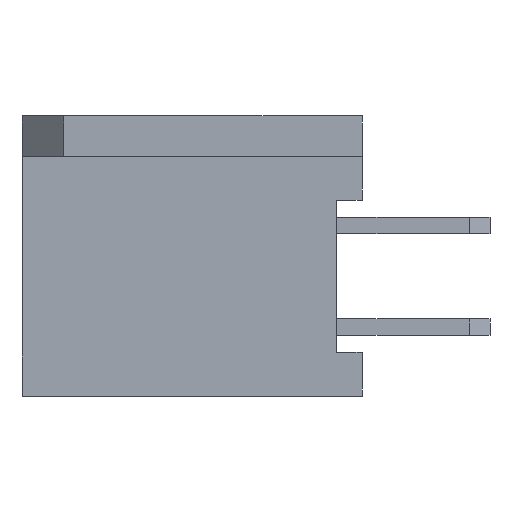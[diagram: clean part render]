
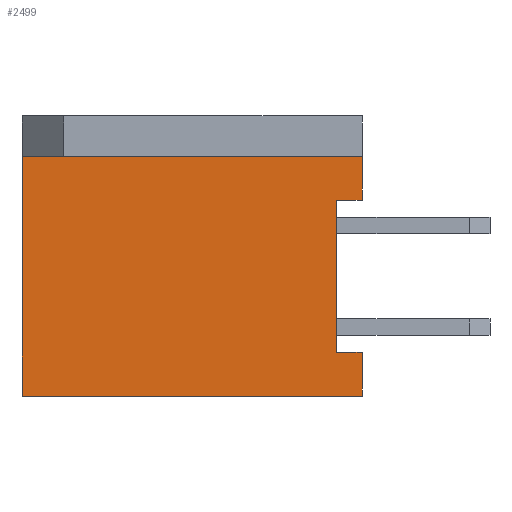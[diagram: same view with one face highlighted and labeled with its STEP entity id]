
A CAD part, left-side view. The second image highlights one B-rep face of the part: STEP entity #2499.
In plain terms, the highlighted planar face has unit normal (-1, 0, 0).
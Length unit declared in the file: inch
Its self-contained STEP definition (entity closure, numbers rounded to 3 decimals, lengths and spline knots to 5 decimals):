
#30 = VERTEX_POINT ( 'NONE', #2625 ) ;
#92 = EDGE_CURVE ( 'NONE', #751, #890, #657, .T. ) ;
#147 = CARTESIAN_POINT ( 'NONE',  ( -0.25, 0., -0.118 ) ) ;
#178 = DIRECTION ( 'NONE',  ( 0., -1., 0. ) ) ;
#325 = VERTEX_POINT ( 'NONE', #2419 ) ;
#438 = ORIENTED_EDGE ( 'NONE', *, *, #883, .T. ) ;
#505 = VECTOR ( 'NONE', #1536, 39.37008 ) ;
#513 = ORIENTED_EDGE ( 'NONE', *, *, #2140, .F. ) ;
#520 = CARTESIAN_POINT ( 'NONE',  ( -0.25, 0.025, -0.075 ) ) ;
#533 = LINE ( 'NONE', #1054, #1033 ) ;
#553 = CARTESIAN_POINT ( 'NONE',  ( -0.25, 0.335, -0.118 ) ) ;
#574 = LINE ( 'NONE', #2015, #2359 ) ;
#595 = CARTESIAN_POINT ( 'NONE',  ( -0.25, 0.025, 0.075 ) ) ;
#645 = CARTESIAN_POINT ( 'NONE',  ( -0.25, 0.025, -0.075 ) ) ;
#657 = LINE ( 'NONE', #891, #2341 ) ;
#673 = ORIENTED_EDGE ( 'NONE', *, *, #1157, .F. ) ;
#751 = VERTEX_POINT ( 'NONE', #645 ) ;
#854 = LINE ( 'NONE', #2725, #2402 ) ;
#883 = EDGE_CURVE ( 'NONE', #30, #751, #2108, .T. ) ;
#890 = VERTEX_POINT ( 'NONE', #595 ) ;
#891 = CARTESIAN_POINT ( 'NONE',  ( -0.25, 0.025, -0.075 ) ) ;
#1033 = VECTOR ( 'NONE', #1984, 39.37008 ) ;
#1054 = CARTESIAN_POINT ( 'NONE',  ( -0.25, 0.335, 0.118 ) ) ;
#1157 = EDGE_CURVE ( 'NONE', #1191, #325, #1876, .T. ) ;
#1191 = VERTEX_POINT ( 'NONE', #1609 ) ;
#1202 = EDGE_LOOP ( 'NONE', ( #2183, #2902, #2509, #673, #513, #2953, #2652, #438 ) ) ;
#1344 = LINE ( 'NONE', #2266, #1433 ) ;
#1355 = DIRECTION ( 'NONE',  ( 0., 0., 1. ) ) ;
#1383 = AXIS2_PLACEMENT_3D ( 'NONE', #1444, #2581, #2822 ) ;
#1400 = EDGE_CURVE ( 'NONE', #2618, #30, #1344, .T. ) ;
#1433 = VECTOR ( 'NONE', #1355, 39.37008 ) ;
#1444 = CARTESIAN_POINT ( 'NONE',  ( -0.25, 0.335, 0.118 ) ) ;
#1505 = DIRECTION ( 'NONE',  ( 0., 0., 1. ) ) ;
#1536 = DIRECTION ( 'NONE',  ( 0., -1., 0. ) ) ;
#1562 = VECTOR ( 'NONE', #3017, 39.37008 ) ;
#1609 = CARTESIAN_POINT ( 'NONE',  ( -0.25, 0.335, 0.118 ) ) ;
#1644 = CARTESIAN_POINT ( 'NONE',  ( -0.25, 0.335, 0.118 ) ) ;
#1744 = VERTEX_POINT ( 'NONE', #553 ) ;
#1876 = LINE ( 'NONE', #1644, #1562 ) ;
#1923 = LINE ( 'NONE', #2382, #505 ) ;
#1984 = DIRECTION ( 'NONE',  ( 0., 0., 1. ) ) ;
#2005 = VECTOR ( 'NONE', #2809, 39.37008 ) ;
#2015 = CARTESIAN_POINT ( 'NONE',  ( -0.25, 0., 0.118 ) ) ;
#2108 = LINE ( 'NONE', #520, #2005 ) ;
#2121 = FACE_OUTER_BOUND ( 'NONE', #1202, .T. ) ;
#2140 = EDGE_CURVE ( 'NONE', #1744, #1191, #533, .T. ) ;
#2183 = ORIENTED_EDGE ( 'NONE', *, *, #92, .T. ) ;
#2266 = CARTESIAN_POINT ( 'NONE',  ( -0.25, 0., 0.118 ) ) ;
#2320 = PLANE ( 'NONE',  #1383 ) ;
#2341 = VECTOR ( 'NONE', #2520, 39.37008 ) ;
#2359 = VECTOR ( 'NONE', #1505, 39.37008 ) ;
#2382 = CARTESIAN_POINT ( 'NONE',  ( -0.25, 0.335, -0.118 ) ) ;
#2402 = VECTOR ( 'NONE', #178, 39.37008 ) ;
#2419 = CARTESIAN_POINT ( 'NONE',  ( -0.25, 0., 0.118 ) ) ;
#2499 = ADVANCED_FACE ( 'NONE', ( #2121 ), #2320, .F. ) ;
#2509 = ORIENTED_EDGE ( 'NONE', *, *, #2927, .T. ) ;
#2518 = CARTESIAN_POINT ( 'NONE',  ( -0.25, 0., 0.075 ) ) ;
#2520 = DIRECTION ( 'NONE',  ( 0., 0., 1. ) ) ;
#2581 = DIRECTION ( 'NONE',  ( 1., 0., 0. ) ) ;
#2616 = EDGE_CURVE ( 'NONE', #1744, #2618, #1923, .T. ) ;
#2618 = VERTEX_POINT ( 'NONE', #147 ) ;
#2625 = CARTESIAN_POINT ( 'NONE',  ( -0.25, 0., -0.075 ) ) ;
#2652 = ORIENTED_EDGE ( 'NONE', *, *, #1400, .T. ) ;
#2725 = CARTESIAN_POINT ( 'NONE',  ( -0.25, 0.025, 0.075 ) ) ;
#2793 = EDGE_CURVE ( 'NONE', #890, #2963, #854, .T. ) ;
#2809 = DIRECTION ( 'NONE',  ( 0., 1., 0. ) ) ;
#2822 = DIRECTION ( 'NONE',  ( 0., 0., -1. ) ) ;
#2902 = ORIENTED_EDGE ( 'NONE', *, *, #2793, .T. ) ;
#2927 = EDGE_CURVE ( 'NONE', #2963, #325, #574, .T. ) ;
#2953 = ORIENTED_EDGE ( 'NONE', *, *, #2616, .T. ) ;
#2963 = VERTEX_POINT ( 'NONE', #2518 ) ;
#3017 = DIRECTION ( 'NONE',  ( 0., -1., 0. ) ) ;
